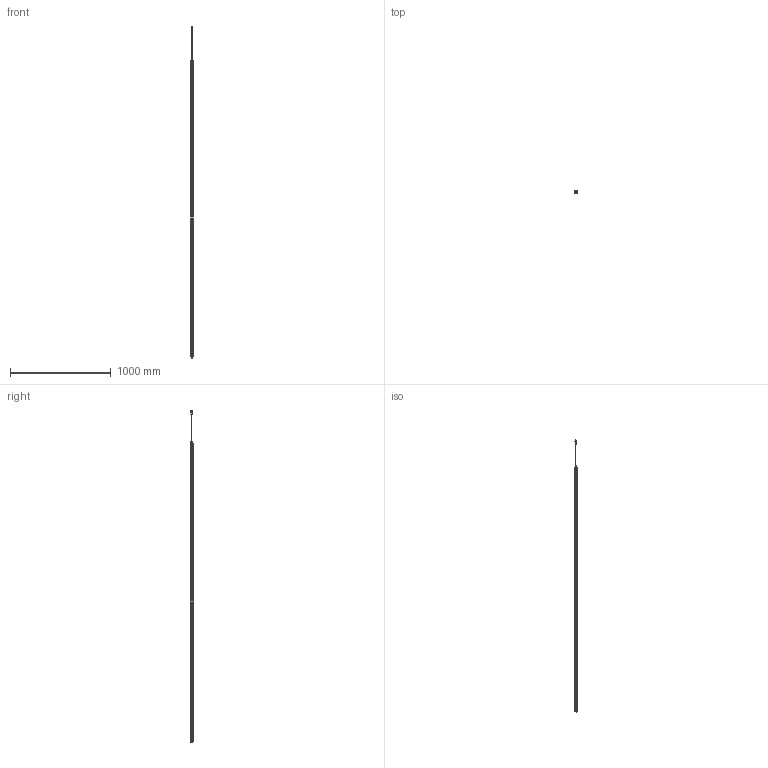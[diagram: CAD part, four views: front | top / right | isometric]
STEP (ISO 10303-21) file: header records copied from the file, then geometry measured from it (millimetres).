
FILE_DESCRIPTION((''),'2;1');
FILE_NAME('ASM0001_ASM','2011-12-09T',('dhelisch'),(''),'PRO/ENGINEER BY PARAMETRIC TECHNOLOGY CORPORATION, 2007250','PRO/ENGINEER BY PARAMETRIC TECHNOLOGY CORPORATION, 2007250','');
FILE_SCHEMA(('CONFIG_CONTROL_DESIGN'));
Length unit declared in the file: millimetre
Products named in the file (27): _EXPORT_LGS-2800_3_1; _EXPORT_SCHEIBE_2800_4_1; PRT0007; PRT0004_1; PRT0008; PRT0009; PRT0010; PRT0011; PRT0012; PRT0013; ASM0003_ASM; PRT0005_1; ASM0002_ASM; DB005014_KAPPE_LGS_3_1; PRT0014; DB006214_KAPPE_TOP_LGS_2_1; DB006211_ERDUNGSBLECH_1_LCTS_2_; PRT0015; PRT0016; ASM0004_ASM; _EXPORT_ASM_LGS-2800_ASM_20_ASM_ASM; _CAD1362_ASM_1; CAD1362_ASM_1_ASM; PRT0017; ZUSAMMENBAU_ASM_1_ASM; PRT0018; ASM0001_ASM
Assembly tree (28 placements, depth 7):
  ASM0001_ASM
    ZUSAMMENBAU_ASM_1_ASM
      CAD1362_ASM_1_ASM
        _EXPORT_ASM_LGS-2800_ASM_20_ASM_ASM
          _EXPORT_LGS-2800_3_1
          _EXPORT_SCHEIBE_2800_4_1
          ASM0002_ASM
            PRT0007
            PRT0004_1
            PRT0008
            PRT0009
            PRT0010
            PRT0011
            PRT0012
            ASM0003_ASM
              PRT0013
            PRT0005_1  x2
          ASM0004_ASM
            DB005014_KAPPE_LGS_3_1
            PRT0014
            DB006214_KAPPE_TOP_LGS_2_1
            DB006211_ERDUNGSBLECH_1_LCTS_2_
            PRT0015
            PRT0016  x2
        _CAD1362_ASM_1
      PRT0017
    PRT0018
Bounding box: 20 x 30.5 x 3297.2 mm (x, y, z)
Volume: 1421028.9 mm3; surface area: 586618.3 mm2
Topology: 20 solids, 29 shells, 1374 faces, 3678 edges, 2354 vertices
Faces by surface type: plane 628, cylinder 498, cone 126, sphere 58, bspline 40, torus 24
Entity records: 50748 total; most frequent: CARTESIAN_POINT 11613, ORIENTED_EDGE 6804, DIRECTION 6636, EDGE_CURVE 3404, AXIS2_PLACEMENT_3D 2364, VERTEX_POINT 2182, VECTOR 1908, LINE 1908
